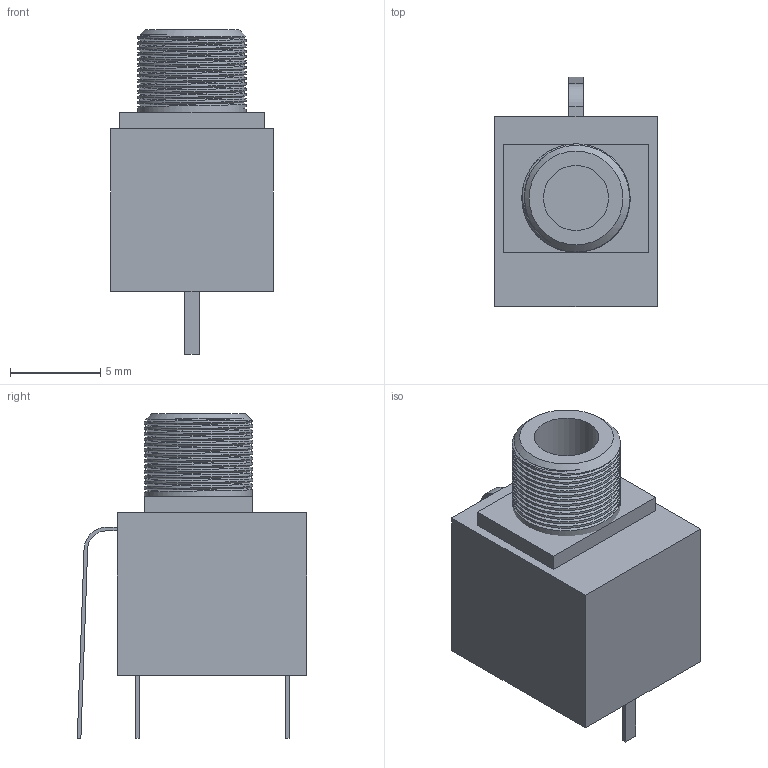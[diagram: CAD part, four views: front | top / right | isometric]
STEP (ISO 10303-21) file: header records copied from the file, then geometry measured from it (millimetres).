
FILE_DESCRIPTION(('FreeCAD Model'),'2;1');
FILE_NAME('Thonkiconn_PJ398SM.step','2019-10-12T16:42:04',('kicad StepUp'),( 'ksu MCAD'),'Open CASCADE STEP processor 7.3','FreeCAD','Unknown');
FILE_SCHEMA(('AUTOMOTIVE_DESIGN { 1 0 10303 214 1 1 1 1 }'));
Length unit declared in the file: millimetre
Products named in the file (1): Thonkiconn_PJ398SM
Bounding box: 9 x 12.72 x 18 mm (x, y, z)
Volume: 991.7 mm3; surface area: 844.7 mm2
Topology: 5 solids, 5 shells, 82 faces, 173 edges, 102 vertices
Faces by surface type: plane 36, bspline 28, cylinder 17, cone 1
Full cylindrical faces by diameter (mm): 3.6 x1, 6 x13
Entity records: 6028 total; most frequent: CARTESIAN_POINT 3924, ORIENTED_EDGE 346, DIRECTION 221, EDGE_CURVE 173, VERTEX_POINT 102, LINE 89, VECTOR 89, FACE_BOUND 85
